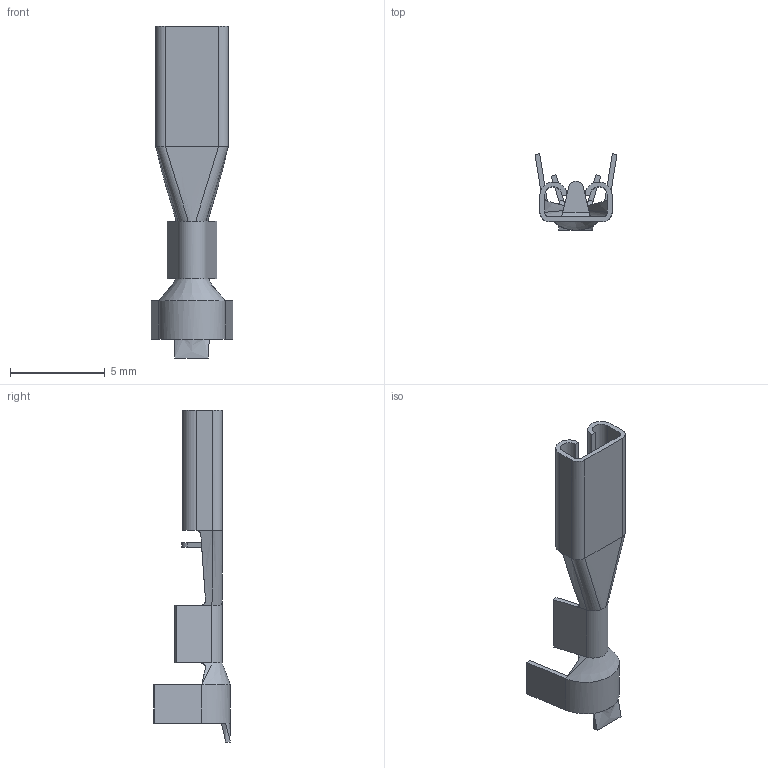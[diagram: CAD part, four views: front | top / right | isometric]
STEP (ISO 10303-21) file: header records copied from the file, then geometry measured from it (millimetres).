
FILE_DESCRIPTION((''),'2;1');
FILE_NAME('C-1742975-1','2014-05-16T',('workeradm'),('Tyco Electronics Ltd.'),'PRO/ENGINEER BY PARAMETRIC TECHNOLOGY CORPORATION, 2013050','PRO/ENGINEER BY PARAMETRIC TECHNOLOGY CORPORATION, 2013050','');
FILE_SCHEMA(('AUTOMOTIVE_DESIGN { 1 0 10303 214 1 1 1 1 }'));
Length unit declared in the file: millimetre
Products named in the file (1): C-1742975-1
Bounding box: 4.32 x 4.04 x 17.5 mm (x, y, z)
Volume: 29.6 mm3; surface area: 257.3 mm2
Topology: 1 solids, 1 shells, 80 faces, 198 edges, 121 vertices
Faces by surface type: plane 40, bspline 21, cylinder 19
Entity records: 3415 total; most frequent: CARTESIAN_POINT 1461, ORIENTED_EDGE 396, DIRECTION 318, EDGE_CURVE 198, COLOUR_RGB 126, VECTOR 122, LINE 122, VERTEX_POINT 121
